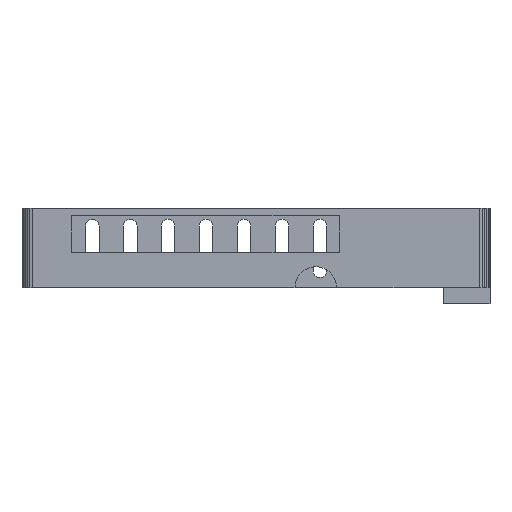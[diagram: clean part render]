
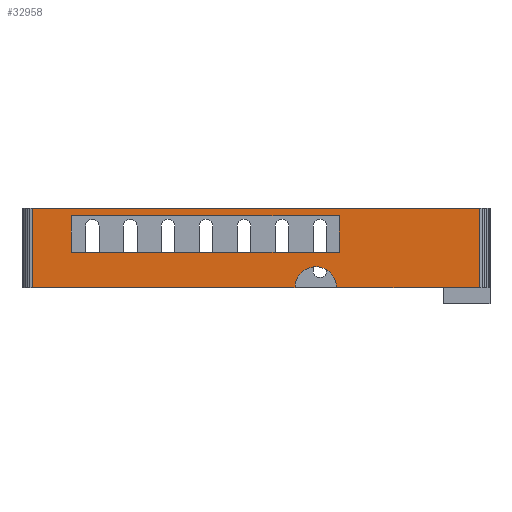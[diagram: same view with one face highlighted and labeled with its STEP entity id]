
A CAD part, left-side view. The second image highlights one B-rep face of the part: STEP entity #32958.
In plain terms, the highlighted planar face has unit normal (-1, 0, 0).
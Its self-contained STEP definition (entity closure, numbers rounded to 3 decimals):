
#258 = DIRECTION ( 'NONE',  ( 0., 0., 1. ) ) ;
#337 = ORIENTED_EDGE ( 'NONE', *, *, #27054, .F. ) ;
#575 = CARTESIAN_POINT ( 'NONE',  ( 0., 81.2, 9.75 ) ) ;
#852 = CARTESIAN_POINT ( 'NONE',  ( 0., 81.2, 9.75 ) ) ;
#917 = CARTESIAN_POINT ( 'NONE',  ( 0., 80.5, 16.5 ) ) ;
#1044 = CARTESIAN_POINT ( 'NONE',  ( 0., 81.2, 9.707 ) ) ;
#1142 = LINE ( 'NONE', #15161, #32241 ) ;
#1486 = VECTOR ( 'NONE', #2951, 1000. ) ;
#1804 = VECTOR ( 'NONE', #19169, 1000. ) ;
#1871 = DIRECTION ( 'NONE',  ( 0., 0., 1. ) ) ;
#2285 = CIRCLE ( 'NONE', #16775, 4. ) ;
#2492 = VERTEX_POINT ( 'NONE', #23478 ) ;
#2731 = DIRECTION ( 'NONE',  ( -1., 0., 0. ) ) ;
#2889 = EDGE_CURVE ( 'NONE', #32990, #19428, #17889, .T. ) ;
#2951 = DIRECTION ( 'NONE',  ( 0., -1., 0. ) ) ;
#3779 = VERTEX_POINT ( 'NONE', #6818 ) ;
#4013 = CARTESIAN_POINT ( 'NONE',  ( 0., 2., 9.707 ) ) ;
#4228 = VECTOR ( 'NONE', #1871, 1000. ) ;
#4282 = VECTOR ( 'NONE', #23750, 1000. ) ;
#4402 = EDGE_CURVE ( 'NONE', #3779, #10660, #5612, .T. ) ;
#5219 = ORIENTED_EDGE ( 'NONE', *, *, #15095, .T. ) ;
#5385 = DIRECTION ( 'NONE',  ( 0., -1., 0. ) ) ;
#5515 = DIRECTION ( 'NONE',  ( 1., 0., 0. ) ) ;
#5612 = LINE ( 'NONE', #5790, #1486 ) ;
#5790 = CARTESIAN_POINT ( 'NONE',  ( 0., 2., 23.5 ) ) ;
#5937 = LINE ( 'NONE', #32067, #17153 ) ;
#5984 = CARTESIAN_POINT ( 'NONE',  ( 0., 72.7, 9.75 ) ) ;
#6217 = DIRECTION ( 'NONE',  ( 0., 0., 1. ) ) ;
#6460 = CARTESIAN_POINT ( 'NONE',  ( 0., 88., 9.707 ) ) ;
#6564 = DIRECTION ( 'NONE',  ( 0., 0., 1. ) ) ;
#6818 = CARTESIAN_POINT ( 'NONE',  ( 0., 80.5, 23.5 ) ) ;
#7586 = CARTESIAN_POINT ( 'NONE',  ( 0., 29., 16.5 ) ) ;
#7628 = CARTESIAN_POINT ( 'NONE',  ( 0., 88., 9.707 ) ) ;
#8212 = EDGE_CURVE ( 'NONE', #2492, #18653, #2285, .T. ) ;
#9249 = EDGE_CURVE ( 'NONE', #16210, #24745, #36855, .T. ) ;
#10660 = VERTEX_POINT ( 'NONE', #37233 ) ;
#11042 = ORIENTED_EDGE ( 'NONE', *, *, #4402, .T. ) ;
#11064 = CARTESIAN_POINT ( 'NONE',  ( 0., 88., 9.707 ) ) ;
#11136 = VERTEX_POINT ( 'NONE', #4013 ) ;
#11171 = DIRECTION ( 'NONE',  ( 0., 0., 1. ) ) ;
#11531 = EDGE_CURVE ( 'NONE', #2492, #11136, #1142, .T. ) ;
#11708 = EDGE_CURVE ( 'NONE', #19428, #16210, #20001, .T. ) ;
#11876 = VERTEX_POINT ( 'NONE', #1044 ) ;
#12028 = DIRECTION ( 'NONE',  ( 0., -1., 0. ) ) ;
#12092 = EDGE_CURVE ( 'NONE', #12539, #21102, #5937, .T. ) ;
#12435 = LINE ( 'NONE', #15456, #33295 ) ;
#12539 = VERTEX_POINT ( 'NONE', #32021 ) ;
#13053 = ORIENTED_EDGE ( 'NONE', *, *, #20116, .T. ) ;
#13324 = LINE ( 'NONE', #7628, #1804 ) ;
#14198 = VECTOR ( 'NONE', #26168, 1000. ) ;
#14655 = CARTESIAN_POINT ( 'NONE',  ( 0., 33.5, 9.707 ) ) ;
#14804 = EDGE_CURVE ( 'NONE', #20782, #11876, #35443, .T. ) ;
#15095 = EDGE_CURVE ( 'NONE', #11136, #21102, #28036, .T. ) ;
#15161 = CARTESIAN_POINT ( 'NONE',  ( 0., 88., 9.707 ) ) ;
#15456 = CARTESIAN_POINT ( 'NONE',  ( 0., 29., 16.5 ) ) ;
#16210 = VERTEX_POINT ( 'NONE', #21989 ) ;
#16672 = CARTESIAN_POINT ( 'NONE',  ( 0., 2., 9.707 ) ) ;
#16775 = AXIS2_PLACEMENT_3D ( 'NONE', #14655, #2731, #258 ) ;
#17153 = VECTOR ( 'NONE', #5385, 1000. ) ;
#17616 = ORIENTED_EDGE ( 'NONE', *, *, #9249, .T. ) ;
#17889 = LINE ( 'NONE', #852, #30522 ) ;
#18580 = ORIENTED_EDGE ( 'NONE', *, *, #11708, .T. ) ;
#18653 = VERTEX_POINT ( 'NONE', #22539 ) ;
#19169 = DIRECTION ( 'NONE',  ( 0., 0., 1. ) ) ;
#19428 = VERTEX_POINT ( 'NONE', #19596 ) ;
#19430 = DIRECTION ( 'NONE',  ( 0., -1., 0. ) ) ;
#19596 = CARTESIAN_POINT ( 'NONE',  ( 0., 72.7, 9.75 ) ) ;
#19626 = ORIENTED_EDGE ( 'NONE', *, *, #22696, .F. ) ;
#20001 = LINE ( 'NONE', #5984, #32267 ) ;
#20083 = CARTESIAN_POINT ( 'NONE',  ( 0., 0., 0. ) ) ;
#20116 = EDGE_CURVE ( 'NONE', #11876, #32990, #21557, .T. ) ;
#20261 = ORIENTED_EDGE ( 'NONE', *, *, #14804, .T. ) ;
#20782 = VERTEX_POINT ( 'NONE', #11064 ) ;
#21082 = VECTOR ( 'NONE', #19430, 1000. ) ;
#21102 = VERTEX_POINT ( 'NONE', #30535 ) ;
#21557 = LINE ( 'NONE', #27812, #4228 ) ;
#21595 = DIRECTION ( 'NONE',  ( 0., 0., 1. ) ) ;
#21972 = DIRECTION ( 'NONE',  ( -1., 0., 0. ) ) ;
#21989 = CARTESIAN_POINT ( 'NONE',  ( 0., 72.7, 9.707 ) ) ;
#22539 = CARTESIAN_POINT ( 'NONE',  ( 0., 33.5, 13.707 ) ) ;
#22696 = EDGE_CURVE ( 'NONE', #18653, #24745, #27072, .T. ) ;
#22736 = FACE_OUTER_BOUND ( 'NONE', #26094, .T. ) ;
#23446 = AXIS2_PLACEMENT_3D ( 'NONE', #36371, #21972, #21595 ) ;
#23478 = CARTESIAN_POINT ( 'NONE',  ( 0., 29.5, 9.707 ) ) ;
#23750 = DIRECTION ( 'NONE',  ( 0., 1., 0. ) ) ;
#23815 = EDGE_LOOP ( 'NONE', ( #11042, #337, #33501, #37348 ) ) ;
#23829 = VERTEX_POINT ( 'NONE', #7586 ) ;
#24528 = CARTESIAN_POINT ( 'NONE',  ( 0., 37.5, 9.707 ) ) ;
#24745 = VERTEX_POINT ( 'NONE', #24528 ) ;
#25547 = LINE ( 'NONE', #917, #26589 ) ;
#25581 = PLANE ( 'NONE',  #34975 ) ;
#26094 = EDGE_LOOP ( 'NONE', ( #17616, #19626, #34854, #33385, #5219, #36801, #26997, #20261, #13053, #34213, #18580 ) ) ;
#26168 = DIRECTION ( 'NONE',  ( 0., -1., 0. ) ) ;
#26437 = EDGE_CURVE ( 'NONE', #20782, #12539, #13324, .T. ) ;
#26589 = VECTOR ( 'NONE', #6217, 1000. ) ;
#26997 = ORIENTED_EDGE ( 'NONE', *, *, #26437, .F. ) ;
#27054 = EDGE_CURVE ( 'NONE', #23829, #10660, #12435, .T. ) ;
#27072 = CIRCLE ( 'NONE', #23446, 4. ) ;
#27440 = EDGE_CURVE ( 'NONE', #23829, #35459, #32653, .T. ) ;
#27812 = CARTESIAN_POINT ( 'NONE',  ( 0., 81.2, 9.707 ) ) ;
#28036 = LINE ( 'NONE', #16672, #28096 ) ;
#28096 = VECTOR ( 'NONE', #11171, 1000. ) ;
#28426 = FACE_BOUND ( 'NONE', #23815, .T. ) ;
#29090 = DIRECTION ( 'NONE',  ( 0., 0., -1. ) ) ;
#29231 = CARTESIAN_POINT ( 'NONE',  ( 0., 80.5, 16.5 ) ) ;
#30370 = CARTESIAN_POINT ( 'NONE',  ( 0., 29., 16.5 ) ) ;
#30522 = VECTOR ( 'NONE', #12028, 1000. ) ;
#30535 = CARTESIAN_POINT ( 'NONE',  ( 0., 2., 25. ) ) ;
#32013 = DIRECTION ( 'NONE',  ( 0., -1., 0. ) ) ;
#32021 = CARTESIAN_POINT ( 'NONE',  ( 0., 88., 25. ) ) ;
#32067 = CARTESIAN_POINT ( 'NONE',  ( 0., 2., 25. ) ) ;
#32241 = VECTOR ( 'NONE', #32013, 1000. ) ;
#32267 = VECTOR ( 'NONE', #29090, 1000. ) ;
#32653 = LINE ( 'NONE', #30370, #4282 ) ;
#32958 = ADVANCED_FACE ( 'NONE', ( #28426, #22736 ), #25581, .F. ) ;
#32990 = VERTEX_POINT ( 'NONE', #575 ) ;
#33295 = VECTOR ( 'NONE', #6564, 1000. ) ;
#33385 = ORIENTED_EDGE ( 'NONE', *, *, #11531, .T. ) ;
#33501 = ORIENTED_EDGE ( 'NONE', *, *, #27440, .T. ) ;
#34017 = CARTESIAN_POINT ( 'NONE',  ( 0., 88., 9.707 ) ) ;
#34213 = ORIENTED_EDGE ( 'NONE', *, *, #2889, .T. ) ;
#34546 = EDGE_CURVE ( 'NONE', #35459, #3779, #25547, .T. ) ;
#34854 = ORIENTED_EDGE ( 'NONE', *, *, #8212, .F. ) ;
#34975 = AXIS2_PLACEMENT_3D ( 'NONE', #20083, #5515, #37140 ) ;
#35443 = LINE ( 'NONE', #6460, #14198 ) ;
#35459 = VERTEX_POINT ( 'NONE', #29231 ) ;
#36371 = CARTESIAN_POINT ( 'NONE',  ( 0., 33.5, 9.707 ) ) ;
#36801 = ORIENTED_EDGE ( 'NONE', *, *, #12092, .F. ) ;
#36855 = LINE ( 'NONE', #34017, #21082 ) ;
#37140 = DIRECTION ( 'NONE',  ( 0., 0., -1. ) ) ;
#37233 = CARTESIAN_POINT ( 'NONE',  ( 0., 29., 23.5 ) ) ;
#37348 = ORIENTED_EDGE ( 'NONE', *, *, #34546, .T. ) ;
